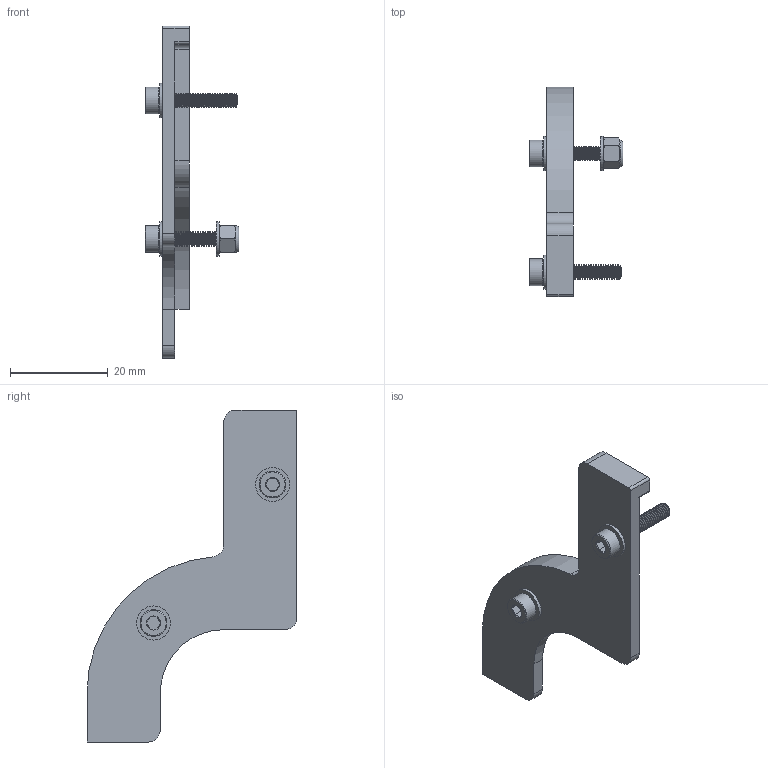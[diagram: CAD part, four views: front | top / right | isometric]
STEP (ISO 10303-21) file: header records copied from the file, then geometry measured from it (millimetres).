
FILE_DESCRIPTION(/* description */ (''),/* implementation_level */ '2;1');
FILE_NAME(/* name */ 'Top Right Bracket Assembly.step',/* time_stamp */ '2018-04-03T20:15:12+02:00',/* author */ ('boelle'),/* organization */ (''),/* preprocessor_version */ 'ST-DEVELOPER v16.13',/* originating_system */ 'Autodesk Translation Framework v6.5.0.72',/* authorisation */ '');
FILE_SCHEMA (('AUTOMOTIVE_DESIGN { 1 0 10303 214 3 1 1 }'));
Length unit declared in the file: millimetre
Products named in the file (12): Top Right Bracket; Top Right Bracket_1; Component1; M3 Lock Nut; 90576A102; M3 Washer; M3 Washer_1; M3 Washer_2; 98269A420; M3x16; M3x16_1; 91290A120
Assembly tree (14 placements, depth 3):
  Top Right Bracket
    Top Right Bracket_1
      Component1
    M3 Lock Nut
      90576A102
    M3 Washer
      98269A420
    M3 Washer_1
      98269A420
    M3 Washer_2
      98269A420
    M3x16
      91290A120
    M3x16_1
      91290A120
Bounding box: 19.23 x 43 x 68 mm (x, y, z)
Volume: 4441.9 mm3; surface area: 4792 mm2
Topology: 8 solids, 8 shells, 275 faces, 751 edges, 498 vertices
Faces by surface type: cylinder 167, plane 51, cone 50, bspline 4, torus 3
Full cylindrical faces by diameter (mm): 2.35 x60, 2.538 x1, 2.594 x6, 3 x67, 3.2 x5, 3.352 x1, 5.5 x2, 7 x3
Entity records: 12266 total; most frequent: CARTESIAN_POINT 7697, ORIENTED_EDGE 978, DIRECTION 839, EDGE_CURVE 489, AXIS2_PLACEMENT_3D 341, VERTEX_POINT 323, EDGE_LOOP 194, FACE_OUTER_BOUND 180
